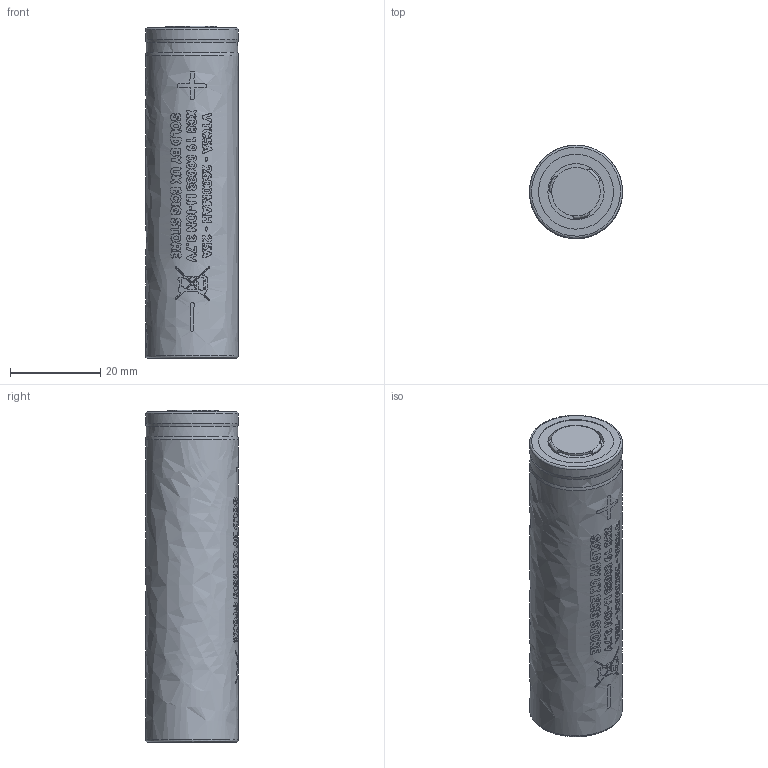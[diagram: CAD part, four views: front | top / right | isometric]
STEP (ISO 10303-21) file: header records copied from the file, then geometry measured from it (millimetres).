
FILE_DESCRIPTION(('FreeCAD Model'),'2;1');
FILE_NAME('Open CASCADE Shape Model','2025-04-30T04:46:49',('FreeCAD'),( 'FreeCAD'),'Open CASCADE STEP processor 7.6','FreeCAD','Unknown');
FILE_SCHEMA(('AUTOMOTIVE_DESIGN { 1 0 10303 214 1 1 1 1 }'));
Products named in the file (1): Open CASCADE STEP translator 7.6 1
Bounding box: 20.57 x 20.57 x 73.47 mm (x, y, z)
Volume: 24289.7 mm3; surface area: 10696.6 mm2
Topology: 46 solids, 46 shells, 6852 faces, 20058 edges, 13371 vertices
Faces by surface type: bspline 6852
Entity records: 202659 total; most frequent: CARTESIAN_POINT 88084, ORIENTED_EDGE 40116, EDGE_CURVE 20058, VERTEX_POINT 13371, B_SPLINE_CURVE_WITH_KNOTS 13358, FACE_BOUND 6981, EDGE_LOOP 6981, ADVANCED_FACE 6852
